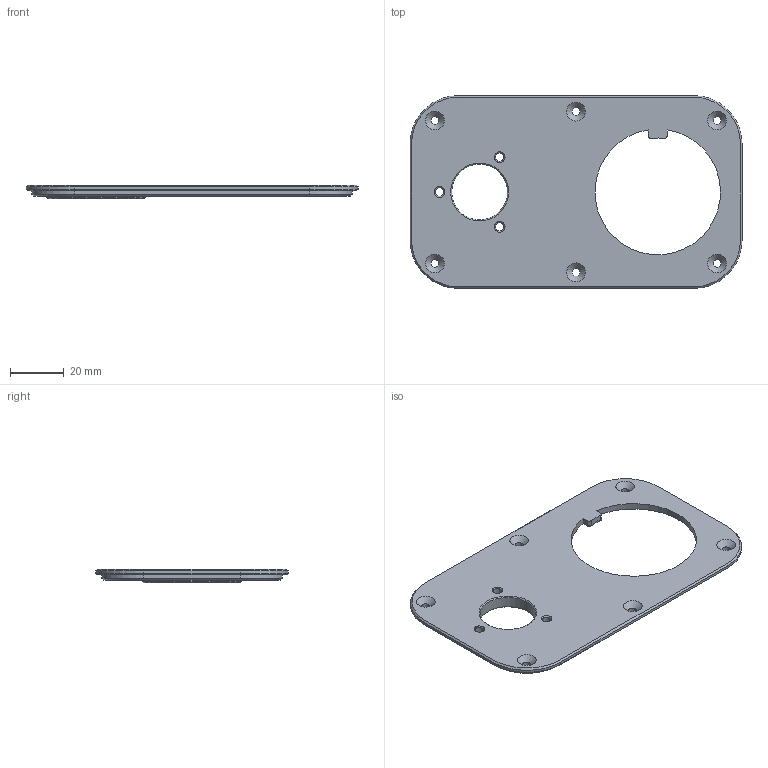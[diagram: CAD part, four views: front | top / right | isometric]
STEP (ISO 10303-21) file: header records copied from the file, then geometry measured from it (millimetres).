
FILE_DESCRIPTION(/* description */ (''),/* implementation_level */ '2;1');
FILE_NAME(/* name */ 'top-cover.step',/* time_stamp */ '2023-09-02T03:06:48-04:00',/* author */ (''),/* organization */ (''),/* preprocessor_version */ 'ST-DEVELOPER v20',/* originating_system */ 'Autodesk Translation Framework v12.9.0.99',/* authorisation */ '');
FILE_SCHEMA (('AUTOMOTIVE_DESIGN { 1 0 10303 214 3 1 1 }'));
Length unit declared in the file: millimetre
Products named in the file (1): top-cover
Bounding box: 124 x 72 x 5 mm (x, y, z)
Volume: 17296 mm3; surface area: 16415.8 mm2
Topology: 1 solids, 1 shells, 106 faces, 257 edges, 158 vertices
Faces by surface type: plane 40, cylinder 33, cone 27, bspline 6
Full cylindrical faces by diameter (mm): 3 x6, 3.2 x3, 20.8 x1, 37 x1, 52.5 x1
Entity records: 3355 total; most frequent: CARTESIAN_POINT 778, DIRECTION 535, ORIENTED_EDGE 514, EDGE_CURVE 257, AXIS2_PLACEMENT_3D 194, VERTEX_POINT 158, LINE 147, VECTOR 147
